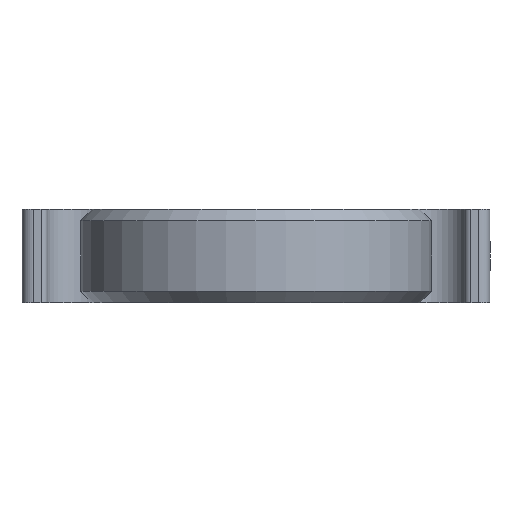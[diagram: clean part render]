
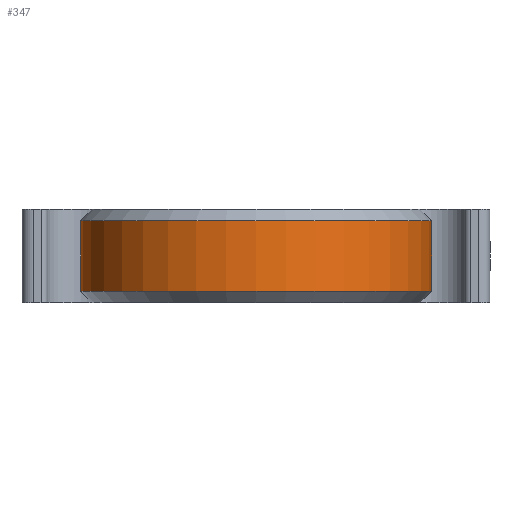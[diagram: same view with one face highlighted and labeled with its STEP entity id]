
A CAD part, front view. The second image highlights one B-rep face of the part: STEP entity #347.
In plain terms, the highlighted cylindrical face has radius 15 mm (diameter 30 mm), a partial arc.
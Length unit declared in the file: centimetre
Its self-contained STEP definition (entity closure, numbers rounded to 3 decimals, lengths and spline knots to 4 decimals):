
#17 = VERTEX_POINT ( 'NONE', #2431 ) ;
#20 = VERTEX_POINT ( 'NONE', #2434 ) ;
#23 = VERTEX_POINT ( 'NONE', #2437 ) ;
#221 = EDGE_CURVE ( 'NONE', #23, #3028, #2449, .T. ) ;
#279 = EDGE_CURVE ( 'NONE', #3028, #17, #580, .T. ) ;
#288 = EDGE_CURVE ( 'NONE', #20, #17, #1880, .T. ) ;
#289 = EDGE_CURVE ( 'NONE', #20, #23, #574, .T. ) ;
#347 = ADVANCED_FACE ( 'NONE', ( #1338 ), #1345, .T. ) ;
#574 = CIRCLE ( 'NONE', #1249, 1.5 ) ;
#580 = CIRCLE ( 'NONE', #1234, 1.5 ) ;
#788 = CARTESIAN_POINT ( 'NONE',  ( 0.2876, 0.1583, 0.3 ) ) ;
#789 = DIRECTION ( 'NONE',  ( 0., 0., -1. ) ) ;
#790 = DIRECTION ( 'NONE',  ( 1., 0., 0. ) ) ;
#812 = CARTESIAN_POINT ( 'NONE',  ( 0.2876, 0.1583, -0.3 ) ) ;
#968 = CARTESIAN_POINT ( 'NONE',  ( 1.7876, 0.1583, 0.3 ) ) ;
#1157 = ORIENTED_EDGE ( 'NONE', *, *, #289, .T. ) ;
#1160 = ORIENTED_EDGE ( 'NONE', *, *, #221, .T. ) ;
#1182 = ORIENTED_EDGE ( 'NONE', *, *, #279, .T. ) ;
#1209 = VECTOR ( 'NONE', #2451, 100. ) ;
#1234 = AXIS2_PLACEMENT_3D ( 'NONE', #788, #789, #790 ) ;
#1249 = AXIS2_PLACEMENT_3D ( 'NONE', #812, #1883, #1884 ) ;
#1250 = VECTOR ( 'NONE', #1882, 100. ) ;
#1338 = FACE_OUTER_BOUND ( 'NONE', #3043, .T. ) ;
#1342 = AXIS2_PLACEMENT_3D ( 'NONE', #2095, #2096, #2097 ) ;
#1345 = CYLINDRICAL_SURFACE ( 'NONE', #1342, 1.5 ) ;
#1880 = LINE ( 'NONE', #1881, #1250 ) ;
#1881 = CARTESIAN_POINT ( 'NONE',  ( -1.2124, 0.1583, -0.4 ) ) ;
#1882 = DIRECTION ( 'NONE',  ( 0., 0., 1. ) ) ;
#1883 = DIRECTION ( 'NONE',  ( 0., 0., 1. ) ) ;
#1884 = DIRECTION ( 'NONE',  ( 1., 0., 0. ) ) ;
#2095 = CARTESIAN_POINT ( 'NONE',  ( 0.2876, 0.1583, -0.4 ) ) ;
#2096 = DIRECTION ( 'NONE',  ( 0., 0., 1. ) ) ;
#2097 = DIRECTION ( 'NONE',  ( 1., 0., 0. ) ) ;
#2431 = CARTESIAN_POINT ( 'NONE',  ( -1.2124, 0.1583, 0.3 ) ) ;
#2434 = CARTESIAN_POINT ( 'NONE',  ( -1.2124, 0.1583, -0.3 ) ) ;
#2437 = CARTESIAN_POINT ( 'NONE',  ( 1.7876, 0.1583, -0.3 ) ) ;
#2449 = LINE ( 'NONE', #2450, #1209 ) ;
#2450 = CARTESIAN_POINT ( 'NONE',  ( 1.7876, 0.1583, -0.4 ) ) ;
#2451 = DIRECTION ( 'NONE',  ( 0., 0., 1. ) ) ;
#2985 = ORIENTED_EDGE ( 'NONE', *, *, #288, .F. ) ;
#3028 = VERTEX_POINT ( 'NONE', #968 ) ;
#3043 = EDGE_LOOP ( 'NONE', ( #2985, #1157, #1160, #1182 ) ) ;
